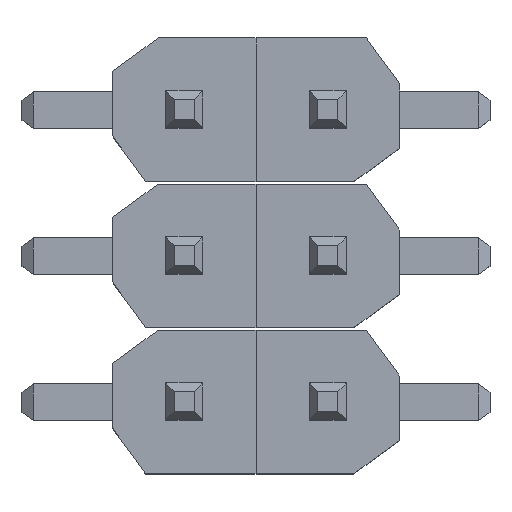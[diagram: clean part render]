
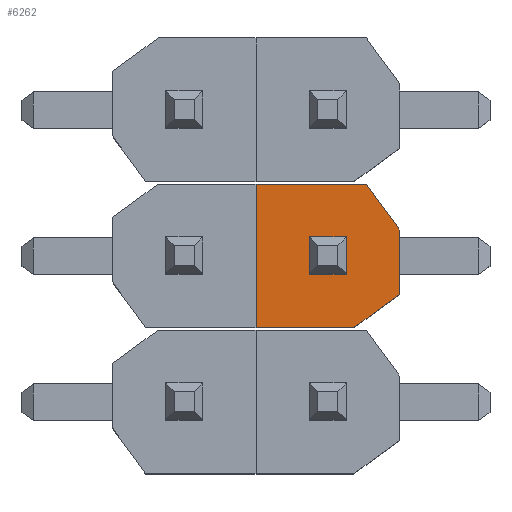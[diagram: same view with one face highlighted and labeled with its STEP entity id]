
A CAD part, top view. The second image highlights one B-rep face of the part: STEP entity #6262.
In plain terms, the highlighted planar face has unit normal (0, 0, 1).
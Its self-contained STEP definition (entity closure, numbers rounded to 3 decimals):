
#99 = DIRECTION ( 'NONE',  ( -0.588, 0.809, 0. ) ) ;
#138 = PLANE ( 'NONE',  #4781 ) ;
#287 = VERTEX_POINT ( 'NONE', #4165 ) ;
#424 = EDGE_CURVE ( 'NONE', #3307, #1812, #4945, .T. ) ;
#632 = DIRECTION ( 'NONE',  ( -1., 0., 0. ) ) ;
#647 = CARTESIAN_POINT ( 'NONE',  ( 0., 1.25, 3.5 ) ) ;
#666 = VECTOR ( 'NONE', #99, 1000. ) ;
#704 = LINE ( 'NONE', #1821, #3515 ) ;
#772 = DIRECTION ( 'NONE',  ( -1., 0., 0. ) ) ;
#967 = ORIENTED_EDGE ( 'NONE', *, *, #3839, .T. ) ;
#980 = DIRECTION ( 'NONE',  ( 1., 0., 0. ) ) ;
#1029 = EDGE_LOOP ( 'NONE', ( #2683, #2353, #3876, #5646, #3758, #5174 ) ) ;
#1130 = VERTEX_POINT ( 'NONE', #4272 ) ;
#1186 = CARTESIAN_POINT ( 'NONE',  ( 1.25, -0.32, 3.5 ) ) ;
#1324 = EDGE_LOOP ( 'NONE', ( #967, #2189, #2388, #2442 ) ) ;
#1402 = EDGE_CURVE ( 'NONE', #287, #4110, #7017, .T. ) ;
#1413 = DIRECTION ( 'NONE',  ( 0., 0., -1. ) ) ;
#1526 = VERTEX_POINT ( 'NONE', #2554 ) ;
#1771 = FACE_OUTER_BOUND ( 'NONE', #1029, .T. ) ;
#1812 = VERTEX_POINT ( 'NONE', #3356 ) ;
#1821 = CARTESIAN_POINT ( 'NONE',  ( 2.5, -1.25, 3.5 ) ) ;
#2096 = EDGE_CURVE ( 'NONE', #5331, #6966, #704, .T. ) ;
#2188 = VECTOR ( 'NONE', #4759, 1000. ) ;
#2189 = ORIENTED_EDGE ( 'NONE', *, *, #424, .T. ) ;
#2294 = LINE ( 'NONE', #6853, #5502 ) ;
#2353 = ORIENTED_EDGE ( 'NONE', *, *, #6899, .T. ) ;
#2386 = VECTOR ( 'NONE', #5967, 1000. ) ;
#2388 = ORIENTED_EDGE ( 'NONE', *, *, #4980, .T. ) ;
#2423 = VECTOR ( 'NONE', #3448, 1000. ) ;
#2429 = EDGE_CURVE ( 'NONE', #4435, #4840, #5251, .T. ) ;
#2442 = ORIENTED_EDGE ( 'NONE', *, *, #2739, .T. ) ;
#2554 = CARTESIAN_POINT ( 'NONE',  ( 0.93, -0.32, 3.5 ) ) ;
#2683 = ORIENTED_EDGE ( 'NONE', *, *, #2096, .T. ) ;
#2703 = CARTESIAN_POINT ( 'NONE',  ( 1.57, 0., 3.5 ) ) ;
#2739 = EDGE_CURVE ( 'NONE', #1526, #1130, #6778, .T. ) ;
#2795 = CARTESIAN_POINT ( 'NONE',  ( 1.7, -1.25, 3.5 ) ) ;
#2940 = CARTESIAN_POINT ( 'NONE',  ( 2.5, 0.45, 3.5 ) ) ;
#3162 = CARTESIAN_POINT ( 'NONE',  ( 0., -1.25, 3.5 ) ) ;
#3241 = DIRECTION ( 'NONE',  ( 0., -1., 0. ) ) ;
#3307 = VERTEX_POINT ( 'NONE', #5339 ) ;
#3356 = CARTESIAN_POINT ( 'NONE',  ( 1.57, -0.32, 3.5 ) ) ;
#3448 = DIRECTION ( 'NONE',  ( -1., 0., 0. ) ) ;
#3515 = VECTOR ( 'NONE', #5906, 1000. ) ;
#3758 = ORIENTED_EDGE ( 'NONE', *, *, #1402, .T. ) ;
#3800 = CARTESIAN_POINT ( 'NONE',  ( 1.25, 0., 3.5 ) ) ;
#3839 = EDGE_CURVE ( 'NONE', #1130, #3307, #6188, .T. ) ;
#3876 = ORIENTED_EDGE ( 'NONE', *, *, #2429, .T. ) ;
#3963 = VECTOR ( 'NONE', #3241, 1000. ) ;
#4110 = VERTEX_POINT ( 'NONE', #2795 ) ;
#4158 = VECTOR ( 'NONE', #632, 1000. ) ;
#4165 = CARTESIAN_POINT ( 'NONE',  ( 0., -1.25, 3.5 ) ) ;
#4272 = CARTESIAN_POINT ( 'NONE',  ( 0.93, 0.32, 3.5 ) ) ;
#4435 = VERTEX_POINT ( 'NONE', #5135 ) ;
#4759 = DIRECTION ( 'NONE',  ( 0., -1., 0. ) ) ;
#4781 = AXIS2_PLACEMENT_3D ( 'NONE', #3800, #1413, #772 ) ;
#4788 = VECTOR ( 'NONE', #980, 1000. ) ;
#4820 = CARTESIAN_POINT ( 'NONE',  ( 2.5, -0.669, 3.5 ) ) ;
#4840 = VERTEX_POINT ( 'NONE', #647 ) ;
#4851 = VECTOR ( 'NONE', #4965, 1000. ) ;
#4902 = EDGE_CURVE ( 'NONE', #4840, #287, #5921, .T. ) ;
#4945 = LINE ( 'NONE', #2703, #3963 ) ;
#4965 = DIRECTION ( 'NONE',  ( 0., 1., 0. ) ) ;
#4980 = EDGE_CURVE ( 'NONE', #1812, #1526, #6370, .T. ) ;
#5135 = CARTESIAN_POINT ( 'NONE',  ( 1.919, 1.25, 3.5 ) ) ;
#5174 = ORIENTED_EDGE ( 'NONE', *, *, #6835, .T. ) ;
#5251 = LINE ( 'NONE', #7450, #2423 ) ;
#5331 = VERTEX_POINT ( 'NONE', #4820 ) ;
#5339 = CARTESIAN_POINT ( 'NONE',  ( 1.57, 0.32, 3.5 ) ) ;
#5502 = VECTOR ( 'NONE', #6916, 1000. ) ;
#5646 = ORIENTED_EDGE ( 'NONE', *, *, #4902, .T. ) ;
#5861 = CARTESIAN_POINT ( 'NONE',  ( 1.919, 1.25, 3.5 ) ) ;
#5906 = DIRECTION ( 'NONE',  ( 0., 1., 0. ) ) ;
#5921 = LINE ( 'NONE', #3162, #2188 ) ;
#5967 = DIRECTION ( 'NONE',  ( 1., 0., 0. ) ) ;
#6084 = CARTESIAN_POINT ( 'NONE',  ( 1.25, 0.32, 3.5 ) ) ;
#6188 = LINE ( 'NONE', #6084, #4788 ) ;
#6262 = ADVANCED_FACE ( 'NONE', ( #6470, #1771 ), #138, .F. ) ;
#6370 = LINE ( 'NONE', #1186, #4158 ) ;
#6432 = LINE ( 'NONE', #5861, #666 ) ;
#6470 = FACE_BOUND ( 'NONE', #1324, .T. ) ;
#6535 = CARTESIAN_POINT ( 'NONE',  ( 0., -1.25, 3.5 ) ) ;
#6745 = CARTESIAN_POINT ( 'NONE',  ( 0.93, 0., 3.5 ) ) ;
#6778 = LINE ( 'NONE', #6745, #4851 ) ;
#6835 = EDGE_CURVE ( 'NONE', #4110, #5331, #2294, .T. ) ;
#6853 = CARTESIAN_POINT ( 'NONE',  ( 2.5, -0.669, 3.5 ) ) ;
#6899 = EDGE_CURVE ( 'NONE', #6966, #4435, #6432, .T. ) ;
#6916 = DIRECTION ( 'NONE',  ( 0.809, 0.588, 0. ) ) ;
#6966 = VERTEX_POINT ( 'NONE', #2940 ) ;
#7017 = LINE ( 'NONE', #6535, #2386 ) ;
#7450 = CARTESIAN_POINT ( 'NONE',  ( 0., 1.25, 3.5 ) ) ;
